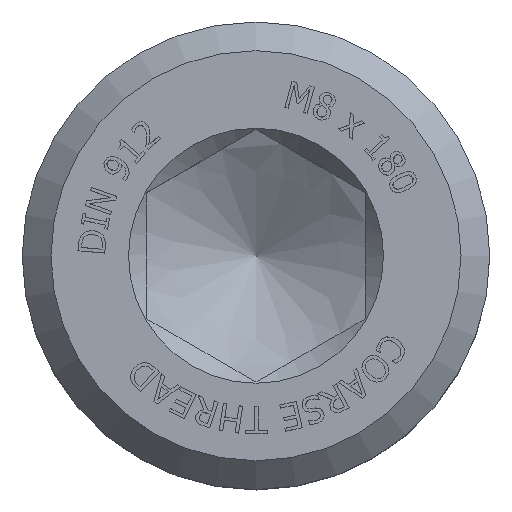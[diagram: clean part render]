
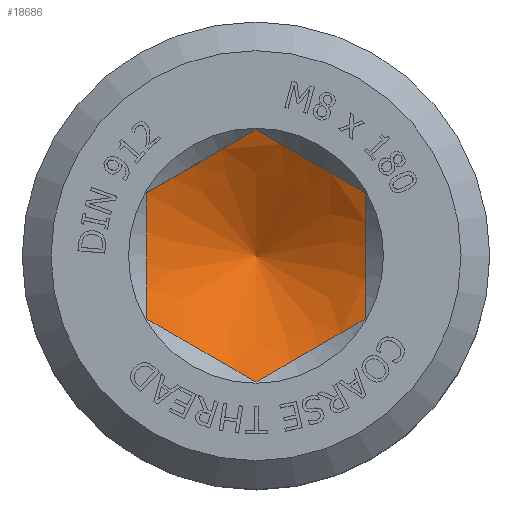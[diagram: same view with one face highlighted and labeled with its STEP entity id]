
A CAD part, top view. The second image highlights one B-rep face of the part: STEP entity #18686.
In plain terms, the highlighted conical face has half-angle 60 degrees and reference radius 2.6 mm.
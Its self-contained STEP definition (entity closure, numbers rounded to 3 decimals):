
#18314=CARTESIAN_POINT('',(0.,3.51,-4.0));
#18315=VERTEX_POINT('',#18314);
#18322=CARTESIAN_POINT('',(3.04,1.755,-4.0));
#18323=VERTEX_POINT('',#18322);
#18324=CARTESIAN_POINT('',(3.04,1.755,-4.0));
#18325=CARTESIAN_POINT('',(1.52,2.633,-4.507));
#18326=CARTESIAN_POINT('',(0.,3.51,-4.0));
#18334=(BOUNDED_CURVE()B_SPLINE_CURVE(2,(#18324,#18325,#18326),.UNSPECIFIED.,.F.,.U.)B_SPLINE_CURVE_WITH_KNOTS((3,3),(0.21,0.67),.UNSPECIFIED.)CURVE()GEOMETRIC_REPRESENTATION_ITEM()RATIONAL_B_SPLINE_CURVE((1.258,1.453,1.258))REPRESENTATION_ITEM(''));
#18335=EDGE_CURVE('',#18323,#18315,#18334,.T.);
#18352=CARTESIAN_POINT('',(-3.04,1.755,-4.0));
#18353=VERTEX_POINT('',#18352);
#18360=CARTESIAN_POINT('',(0.,3.51,-4.0));
#18361=CARTESIAN_POINT('',(-1.52,2.633,-4.507));
#18362=CARTESIAN_POINT('',(-3.04,1.755,-4.0));
#18370=(BOUNDED_CURVE()B_SPLINE_CURVE(2,(#18360,#18361,#18362),.UNSPECIFIED.,.F.,.U.)B_SPLINE_CURVE_WITH_KNOTS((3,3),(0.21,0.67),.UNSPECIFIED.)CURVE()GEOMETRIC_REPRESENTATION_ITEM()RATIONAL_B_SPLINE_CURVE((1.258,1.453,1.258))REPRESENTATION_ITEM(''));
#18371=EDGE_CURVE('',#18315,#18353,#18370,.T.);
#18383=CARTESIAN_POINT('',(-3.04,-1.755,-4.0));
#18384=VERTEX_POINT('',#18383);
#18391=CARTESIAN_POINT('',(-3.04,1.755,-4.0));
#18392=CARTESIAN_POINT('',(-3.04,0.,-4.507));
#18393=CARTESIAN_POINT('',(-3.04,-1.755,-4.0));
#18401=(BOUNDED_CURVE()B_SPLINE_CURVE(2,(#18391,#18392,#18393),.UNSPECIFIED.,.F.,.U.)B_SPLINE_CURVE_WITH_KNOTS((3,3),(0.21,0.67),.UNSPECIFIED.)CURVE()GEOMETRIC_REPRESENTATION_ITEM()RATIONAL_B_SPLINE_CURVE((1.258,1.453,1.258))REPRESENTATION_ITEM(''));
#18402=EDGE_CURVE('',#18353,#18384,#18401,.T.);
#18414=CARTESIAN_POINT('',(0.,-3.51,-4.0));
#18415=VERTEX_POINT('',#18414);
#18422=CARTESIAN_POINT('',(-3.04,-1.755,-4.0));
#18423=CARTESIAN_POINT('',(-1.52,-2.633,-4.507));
#18424=CARTESIAN_POINT('',(0.,-3.51,-4.0));
#18432=(BOUNDED_CURVE()B_SPLINE_CURVE(2,(#18422,#18423,#18424),.UNSPECIFIED.,.F.,.U.)B_SPLINE_CURVE_WITH_KNOTS((3,3),(0.21,0.67),.UNSPECIFIED.)CURVE()GEOMETRIC_REPRESENTATION_ITEM()RATIONAL_B_SPLINE_CURVE((1.258,1.453,1.258))REPRESENTATION_ITEM(''));
#18433=EDGE_CURVE('',#18384,#18415,#18432,.T.);
#18445=CARTESIAN_POINT('',(3.04,-1.755,-4.));
#18446=VERTEX_POINT('',#18445);
#18453=CARTESIAN_POINT('',(0.,-3.51,-4.0));
#18454=CARTESIAN_POINT('',(1.52,-2.633,-4.507));
#18455=CARTESIAN_POINT('',(3.04,-1.755,-4.));
#18463=(BOUNDED_CURVE()B_SPLINE_CURVE(2,(#18453,#18454,#18455),.UNSPECIFIED.,.F.,.U.)B_SPLINE_CURVE_WITH_KNOTS((3,3),(0.21,0.67),.UNSPECIFIED.)CURVE()GEOMETRIC_REPRESENTATION_ITEM()RATIONAL_B_SPLINE_CURVE((1.258,1.453,1.258))REPRESENTATION_ITEM(''));
#18464=EDGE_CURVE('',#18415,#18446,#18463,.T.);
#18477=CARTESIAN_POINT('',(3.04,-1.755,-4.));
#18478=CARTESIAN_POINT('',(3.04,0.,-4.507));
#18479=CARTESIAN_POINT('',(3.04,1.755,-4.0));
#18487=(BOUNDED_CURVE()B_SPLINE_CURVE(2,(#18477,#18478,#18479),.UNSPECIFIED.,.F.,.U.)B_SPLINE_CURVE_WITH_KNOTS((3,3),(0.21,0.67),.UNSPECIFIED.)CURVE()GEOMETRIC_REPRESENTATION_ITEM()RATIONAL_B_SPLINE_CURVE((1.258,1.453,1.258))REPRESENTATION_ITEM(''));
#18488=EDGE_CURVE('',#18446,#18323,#18487,.T.);
#18673=CARTESIAN_POINT('',(0.0,0.,-4.526));
#18674=DIRECTION('',(0.0,0.,1.0));
#18675=DIRECTION('',(0.0,1.0,0.0));
#18676=AXIS2_PLACEMENT_3D('',#18673,#18674,#18675);
#18677=CONICAL_SURFACE('',#18676,2.6,60.);
#18678=ORIENTED_EDGE('',*,*,#18402,.T.);
#18679=ORIENTED_EDGE('',*,*,#18433,.T.);
#18680=ORIENTED_EDGE('',*,*,#18464,.T.);
#18681=ORIENTED_EDGE('',*,*,#18488,.T.);
#18682=ORIENTED_EDGE('',*,*,#18335,.T.);
#18683=ORIENTED_EDGE('',*,*,#18371,.T.);
#18684=EDGE_LOOP('',(#18678,#18679,#18680,#18681,#18682,#18683));
#18685=FACE_OUTER_BOUND('',#18684,.T.);
#18686=ADVANCED_FACE('',(#18685),#18677,.F.);
